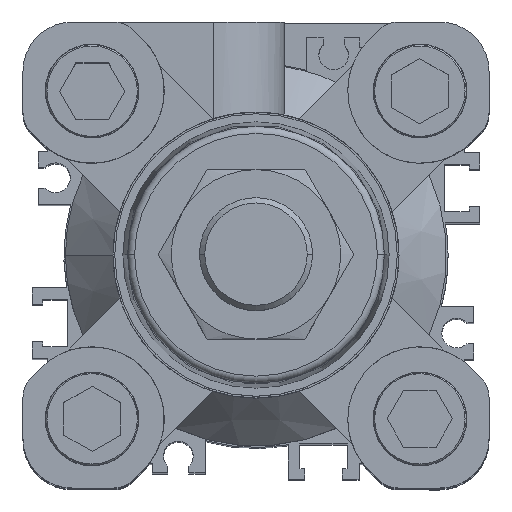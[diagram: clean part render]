
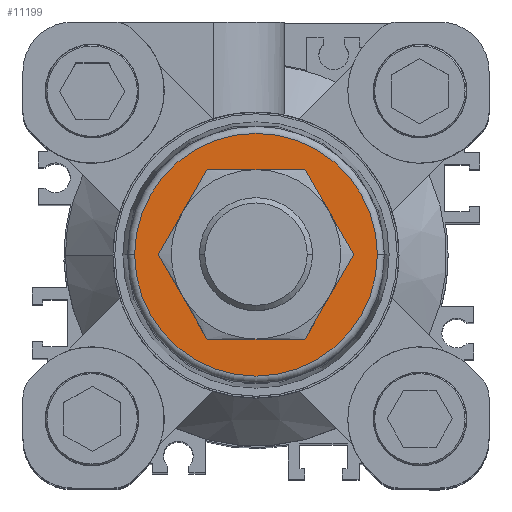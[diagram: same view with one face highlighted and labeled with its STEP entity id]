
A CAD part, top view. The second image highlights one B-rep face of the part: STEP entity #11199.
In plain terms, the highlighted planar face has unit normal (0, 0, 1).
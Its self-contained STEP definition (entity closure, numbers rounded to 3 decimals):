
#562 = CIRCLE ( 'NONE', #13300, 17.185 ) ;
#585 = AXIS2_PLACEMENT_3D ( 'NONE', #4078, #4923, #3384 ) ;
#616 = EDGE_CURVE ( 'NONE', #11193, #8277, #562, .T. ) ;
#749 = EDGE_LOOP ( 'NONE', ( #6812, #11043 ) ) ;
#755 = FACE_OUTER_BOUND ( 'NONE', #749, .T. ) ;
#1283 = EDGE_CURVE ( 'NONE', #8277, #11193, #2249, .T. ) ;
#1832 = CARTESIAN_POINT ( 'NONE',  ( 0., 0., 56. ) ) ;
#2215 = DIRECTION ( 'NONE',  ( 1., 0., 0. ) ) ;
#2249 = CIRCLE ( 'NONE', #12184, 17.185 ) ;
#2786 = EDGE_CURVE ( 'NONE', #12796, #11262, #13169, .T. ) ;
#3326 = ORIENTED_EDGE ( 'NONE', *, *, #8913, .F. ) ;
#3384 = DIRECTION ( 'NONE',  ( 1., 0., 0. ) ) ;
#3545 = EDGE_LOOP ( 'NONE', ( #3651, #3326 ) ) ;
#3581 = DIRECTION ( 'NONE',  ( 1., 0., 0. ) ) ;
#3615 = DIRECTION ( 'NONE',  ( 0., 0., 1. ) ) ;
#3649 = CARTESIAN_POINT ( 'NONE',  ( 0., 0., 56. ) ) ;
#3651 = ORIENTED_EDGE ( 'NONE', *, *, #2786, .F. ) ;
#3964 = PLANE ( 'NONE',  #585 ) ;
#4078 = CARTESIAN_POINT ( 'NONE',  ( 0., 0., 56. ) ) ;
#4137 = CARTESIAN_POINT ( 'NONE',  ( 0., 0., 56. ) ) ;
#4923 = DIRECTION ( 'NONE',  ( 0., 0., 1. ) ) ;
#5878 = CARTESIAN_POINT ( 'NONE',  ( 17.185, 0., 56. ) ) ;
#6812 = ORIENTED_EDGE ( 'NONE', *, *, #616, .T. ) ;
#7011 = DIRECTION ( 'NONE',  ( 1., 0., 0. ) ) ;
#8277 = VERTEX_POINT ( 'NONE', #13956 ) ;
#8450 = CARTESIAN_POINT ( 'NONE',  ( 0., 0., 56. ) ) ;
#8573 = AXIS2_PLACEMENT_3D ( 'NONE', #1832, #10952, #7011 ) ;
#8764 = DIRECTION ( 'NONE',  ( 1., 0., 0. ) ) ;
#8911 = CARTESIAN_POINT ( 'NONE',  ( -8.338, 0., 56. ) ) ;
#8913 = EDGE_CURVE ( 'NONE', #11262, #12796, #10715, .T. ) ;
#10715 = CIRCLE ( 'NONE', #13308, 8.338 ) ;
#10952 = DIRECTION ( 'NONE',  ( 0., 0., 1. ) ) ;
#11043 = ORIENTED_EDGE ( 'NONE', *, *, #1283, .T. ) ;
#11193 = VERTEX_POINT ( 'NONE', #5878 ) ;
#11199 = ADVANCED_FACE ( 'NONE', ( #11505, #755 ), #3964, .T. ) ;
#11262 = VERTEX_POINT ( 'NONE', #13649 ) ;
#11505 = FACE_BOUND ( 'NONE', #3545, .T. ) ;
#11687 = DIRECTION ( 'NONE',  ( 0., 0., 1. ) ) ;
#12184 = AXIS2_PLACEMENT_3D ( 'NONE', #8450, #12272, #8764 ) ;
#12272 = DIRECTION ( 'NONE',  ( 0., 0., 1. ) ) ;
#12796 = VERTEX_POINT ( 'NONE', #8911 ) ;
#13169 = CIRCLE ( 'NONE', #8573, 8.338 ) ;
#13300 = AXIS2_PLACEMENT_3D ( 'NONE', #4137, #11687, #2215 ) ;
#13308 = AXIS2_PLACEMENT_3D ( 'NONE', #3649, #3615, #3581 ) ;
#13649 = CARTESIAN_POINT ( 'NONE',  ( 8.338, 0., 56. ) ) ;
#13956 = CARTESIAN_POINT ( 'NONE',  ( -17.185, 0., 56. ) ) ;
